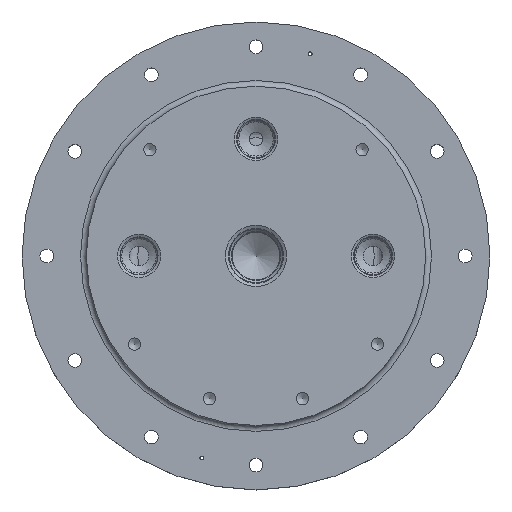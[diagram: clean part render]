
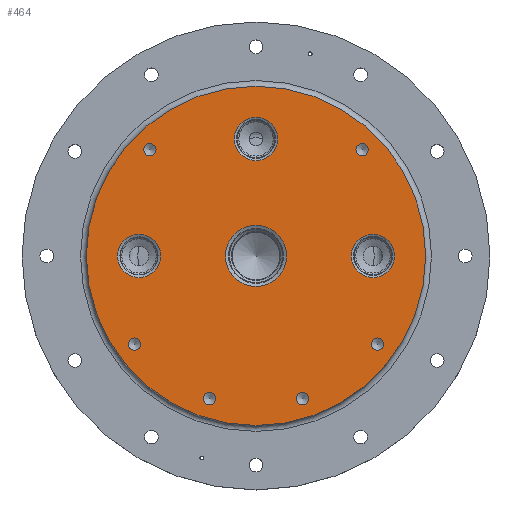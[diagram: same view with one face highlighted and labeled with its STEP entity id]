
A CAD part, top view. The second image highlights one B-rep face of the part: STEP entity #464.
In plain terms, the highlighted planar face has unit normal (0, 0, 1).
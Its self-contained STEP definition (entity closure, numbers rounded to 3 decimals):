
#192=PLANE('',#2807);
#464=ADVANCED_FACE('',(#864,#865,#866,#867,#868,#869,#870,#871,#872,#873,
#874),#192,.T.);
#864=FACE_BOUND('',#1338,.T.);
#865=FACE_BOUND('',#1339,.T.);
#866=FACE_BOUND('',#1340,.T.);
#867=FACE_BOUND('',#1341,.T.);
#868=FACE_BOUND('',#1342,.T.);
#869=FACE_BOUND('',#1343,.T.);
#870=FACE_BOUND('',#1344,.T.);
#871=FACE_BOUND('',#1345,.T.);
#872=FACE_BOUND('',#1346,.T.);
#873=FACE_BOUND('',#1347,.T.);
#874=FACE_BOUND('',#1348,.T.);
#1338=EDGE_LOOP('',(#1812));
#1339=EDGE_LOOP('',(#1813));
#1340=EDGE_LOOP('',(#1814));
#1341=EDGE_LOOP('',(#1815));
#1342=EDGE_LOOP('',(#1816));
#1343=EDGE_LOOP('',(#1817));
#1344=EDGE_LOOP('',(#1818));
#1345=EDGE_LOOP('',(#1819));
#1346=EDGE_LOOP('',(#1820));
#1347=EDGE_LOOP('',(#1821));
#1348=EDGE_LOOP('',(#1822));
#1812=ORIENTED_EDGE('',*,*,#2396,.F.);
#1813=ORIENTED_EDGE('',*,*,#2367,.T.);
#1814=ORIENTED_EDGE('',*,*,#2357,.T.);
#1815=ORIENTED_EDGE('',*,*,#2351,.T.);
#1816=ORIENTED_EDGE('',*,*,#2345,.T.);
#1817=ORIENTED_EDGE('',*,*,#2226,.T.);
#1818=ORIENTED_EDGE('',*,*,#2224,.T.);
#1819=ORIENTED_EDGE('',*,*,#2222,.T.);
#1820=ORIENTED_EDGE('',*,*,#2220,.T.);
#1821=ORIENTED_EDGE('',*,*,#2218,.T.);
#1822=ORIENTED_EDGE('',*,*,#2216,.T.);
#1972=VERTEX_POINT('',#3539);
#1975=VERTEX_POINT('',#3546);
#1978=VERTEX_POINT('',#3553);
#1981=VERTEX_POINT('',#3560);
#1984=VERTEX_POINT('',#3567);
#1987=VERTEX_POINT('',#3574);
#2107=VERTEX_POINT('',#5399);
#2113=VERTEX_POINT('',#5417);
#2119=VERTEX_POINT('',#5435);
#2130=VERTEX_POINT('',#5465);
#2159=VERTEX_POINT('',#5558);
#2216=EDGE_CURVE('',#1972,#1972,#2453,.T.);
#2218=EDGE_CURVE('',#1975,#1975,#2455,.T.);
#2220=EDGE_CURVE('',#1978,#1978,#2457,.T.);
#2222=EDGE_CURVE('',#1981,#1981,#2459,.T.);
#2224=EDGE_CURVE('',#1984,#1984,#2461,.T.);
#2226=EDGE_CURVE('',#1987,#1987,#2463,.T.);
#2345=EDGE_CURVE('',#2107,#2107,#2478,.T.);
#2351=EDGE_CURVE('',#2113,#2113,#2484,.T.);
#2357=EDGE_CURVE('',#2119,#2119,#2490,.T.);
#2367=EDGE_CURVE('',#2130,#2130,#2500,.T.);
#2396=EDGE_CURVE('',#2159,#2159,#2528,.T.);
#2453=CIRCLE('',#2620,3.175);
#2455=CIRCLE('',#2624,3.175);
#2457=CIRCLE('',#2628,3.175);
#2459=CIRCLE('',#2632,3.175);
#2461=CIRCLE('',#2636,3.175);
#2463=CIRCLE('',#2640,3.175);
#2478=CIRCLE('',#2717,11.113);
#2484=CIRCLE('',#2729,11.113);
#2490=CIRCLE('',#2741,11.113);
#2500=CIRCLE('',#2760,15.672);
#2528=CIRCLE('',#2806,87.);
#2620=AXIS2_PLACEMENT_3D('',#3538,#2993,#2994);
#2624=AXIS2_PLACEMENT_3D('',#3545,#3001,#3002);
#2628=AXIS2_PLACEMENT_3D('',#3552,#3009,#3010);
#2632=AXIS2_PLACEMENT_3D('',#3559,#3017,#3018);
#2636=AXIS2_PLACEMENT_3D('',#3566,#3025,#3026);
#2640=AXIS2_PLACEMENT_3D('',#3573,#3033,#3034);
#2717=AXIS2_PLACEMENT_3D('',#5398,#3187,#3188);
#2729=AXIS2_PLACEMENT_3D('',#5416,#3211,#3212);
#2741=AXIS2_PLACEMENT_3D('',#5434,#3235,#3236);
#2760=AXIS2_PLACEMENT_3D('',#5464,#3273,#3274);
#2806=AXIS2_PLACEMENT_3D('',#5557,#3365,#3366);
#2807=AXIS2_PLACEMENT_3D('',#5559,#3367,#3368);
#2993=DIRECTION('',(0.,0.,-1.));
#2994=DIRECTION('',(-1.,0.,0.));
#3001=DIRECTION('',(0.,0.,-1.));
#3002=DIRECTION('',(-1.,0.,0.));
#3009=DIRECTION('',(0.,0.,-1.));
#3010=DIRECTION('',(-1.,0.,0.));
#3017=DIRECTION('',(0.,0.,-1.));
#3018=DIRECTION('',(-1.,0.,0.));
#3025=DIRECTION('',(0.,0.,-1.));
#3026=DIRECTION('',(-1.,0.,0.));
#3033=DIRECTION('',(0.,0.,-1.));
#3034=DIRECTION('',(-1.,0.,0.));
#3187=DIRECTION('',(0.,0.,-1.));
#3188=DIRECTION('',(0.,-1.,0.));
#3211=DIRECTION('',(0.,0.,-1.));
#3212=DIRECTION('',(1.,0.,0.));
#3235=DIRECTION('',(0.,0.,-1.));
#3236=DIRECTION('',(-1.,0.,0.));
#3273=DIRECTION('',(0.,0.,-1.));
#3274=DIRECTION('',(-1.,0.,0.));
#3365=DIRECTION('',(0.,0.,-1.));
#3366=DIRECTION('',(-1.,0.,0.));
#3367=DIRECTION('',(0.,0.,1.));
#3368=DIRECTION('',(1.,0.,0.));
#3538=CARTESIAN_POINT('',(54.447,54.447,0.));
#3539=CARTESIAN_POINT('',(51.272,54.447,0.));
#3545=CARTESIAN_POINT('',(-54.447,54.447,0.));
#3546=CARTESIAN_POINT('',(-57.622,54.447,0.));
#3552=CARTESIAN_POINT('',(-62.294,-45.259,0.));
#3553=CARTESIAN_POINT('',(-65.469,-45.259,0.));
#3559=CARTESIAN_POINT('',(62.294,-45.259,0.));
#3560=CARTESIAN_POINT('',(59.119,-45.259,0.));
#3566=CARTESIAN_POINT('',(23.794,-73.231,0.));
#3567=CARTESIAN_POINT('',(20.619,-73.231,0.));
#3573=CARTESIAN_POINT('',(-23.794,-73.231,0.));
#3574=CARTESIAN_POINT('',(-26.969,-73.231,0.));
#5398=CARTESIAN_POINT('',(0.,60.,0.));
#5399=CARTESIAN_POINT('',(0.,48.888,0.));
#5416=CARTESIAN_POINT('',(-60.,0.,0.));
#5417=CARTESIAN_POINT('',(-48.888,0.,0.));
#5434=CARTESIAN_POINT('',(60.,0.,0.));
#5435=CARTESIAN_POINT('',(48.888,0.,0.));
#5464=CARTESIAN_POINT('',(0.,0.,0.));
#5465=CARTESIAN_POINT('',(-15.672,0.,0.));
#5557=CARTESIAN_POINT('',(0.,0.,0.));
#5558=CARTESIAN_POINT('',(-87.,0.,0.));
#5559=CARTESIAN_POINT('',(87.,0.,0.));
